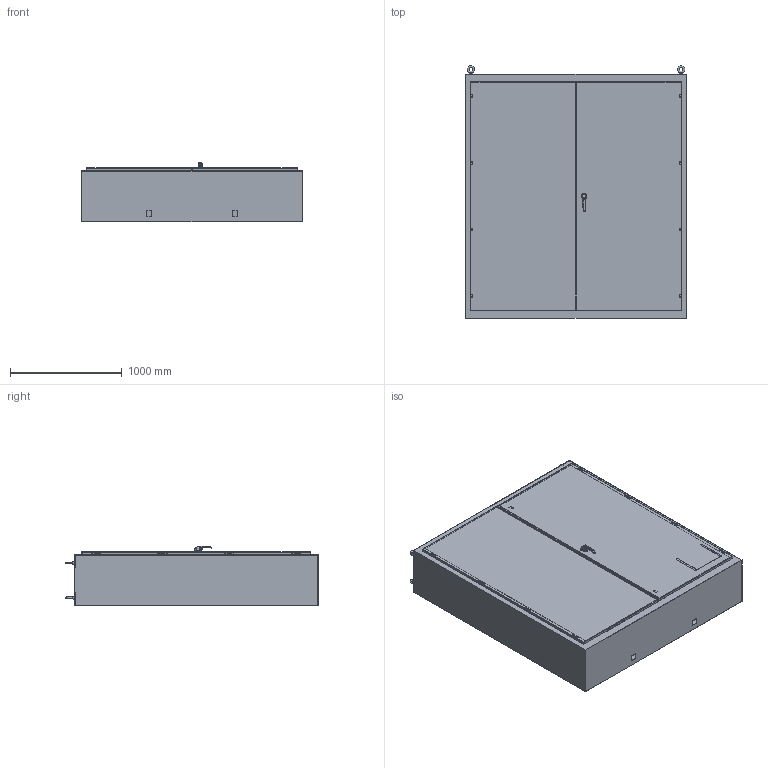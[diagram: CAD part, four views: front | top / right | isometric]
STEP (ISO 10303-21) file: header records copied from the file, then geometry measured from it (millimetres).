
FILE_DESCRIPTION (( 'STEP AP214' ), '1' );
FILE_NAME ('SCE-N86LU7818_REV1.STEP', '2024-05-10T12:19:51', ( '' ), ( '' ), 'SwSTEP 2.0', 'SolidWorks 2023', '' );
FILE_SCHEMA (( 'AUTOMOTIVE_DESIGN' ));
Length unit declared in the file: inch
Products named in the file (1): SCE-N86LU7818_REV1
Bounding box: 1974.85 x 2259.01 x 534.57 mm (x, y, z)
Volume: 35441978.6 mm3; surface area: 26768986.1 mm2
Topology: 34 solids, 42 shells, 5085 faces, 13257 edges, 8339 vertices
Faces by surface type: plane 2411, cylinder 1670, bspline 835, cone 145, torus 24
Full cylindrical faces by diameter (mm): 1.016 x8, 3.978 x8, 4.318 x40, 4.978 x32, 5.016 x2, 5.207 x16, 5.232 x16, 5.537 x8, 6.096 x16, 6.198 x16, 6.35 x16, 9.525 x18, 10.323 x16, 11.112 x5, 11.113 x7, 14.805 x2, 15.24 x4, 16 x1, 16.392 x6, 16.393 x6, 29.8 x4
Entity records: 237079 total; most frequent: CARTESIAN_POINT 120571, ORIENTED_EDGE 25160, DIRECTION 22050, EDGE_CURVE 12580, VERTEX_POINT 8145, AXIS2_PLACEMENT_3D 7700, VECTOR 6650, LINE 6650
